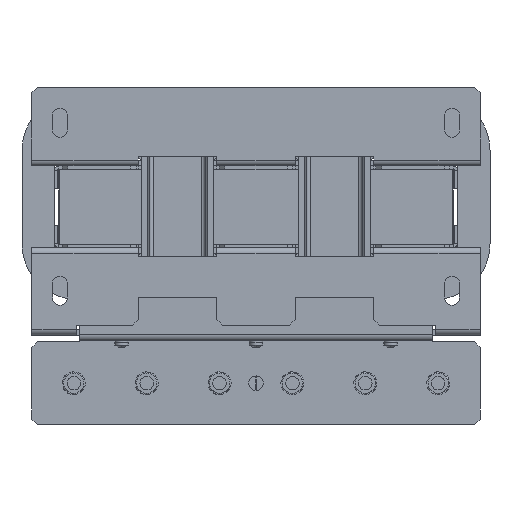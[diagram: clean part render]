
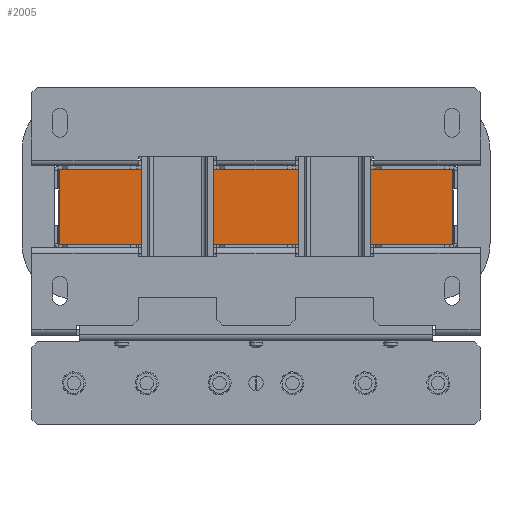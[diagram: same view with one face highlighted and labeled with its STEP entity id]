
A CAD part, front view. The second image highlights one B-rep face of the part: STEP entity #2005.
In plain terms, the highlighted planar face has unit normal (0, -1, 0).
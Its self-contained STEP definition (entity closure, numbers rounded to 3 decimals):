
#2005 = ADVANCED_FACE ( 'NONE', ( #32591 ), #34509, .F. ) ;
#11666 = CARTESIAN_POINT ( 'NONE',  ( 175., -187., 33.5 ) ) ;
#11728 = CARTESIAN_POINT ( 'NONE',  ( -175., -187., 33.5 ) ) ;
#11729 = CARTESIAN_POINT ( 'NONE',  ( -175., -187., -33.5 ) ) ;
#11731 = CARTESIAN_POINT ( 'NONE',  ( 175., -187., -33.5 ) ) ;
#12792 = EDGE_LOOP ( 'NONE', ( #18952, #18953, #18954, #18955 ) ) ;
#15547 = LINE ( 'NONE', #17437, #15552 ) ;
#15552 = VECTOR ( 'NONE', #17447, 1000. ) ;
#15558 = LINE ( 'NONE', #17472, #15579 ) ;
#15579 = VECTOR ( 'NONE', #17523, 1000. ) ;
#15580 = LINE ( 'NONE', #17560, #15592 ) ;
#15582 = LINE ( 'NONE', #17535, #15585 ) ;
#15585 = VECTOR ( 'NONE', #17538, 1000. ) ;
#15592 = VECTOR ( 'NONE', #17569, 1000. ) ;
#17437 = CARTESIAN_POINT ( 'NONE',  ( -175., -187., 33.5 ) ) ;
#17447 = DIRECTION ( 'NONE',  ( 0., 0., -1. ) ) ;
#17472 = CARTESIAN_POINT ( 'NONE',  ( -175., -187., -33.5 ) ) ;
#17523 = DIRECTION ( 'NONE',  ( 1., 0., 0. ) ) ;
#17535 = CARTESIAN_POINT ( 'NONE',  ( 175., -187., 33.5 ) ) ;
#17538 = DIRECTION ( 'NONE',  ( 0., 0., -1. ) ) ;
#17560 = CARTESIAN_POINT ( 'NONE',  ( -175., -187., 33.5 ) ) ;
#17569 = DIRECTION ( 'NONE',  ( 1., 0., 0. ) ) ;
#18473 = VERTEX_POINT ( 'NONE', #11666 ) ;
#18500 = VERTEX_POINT ( 'NONE', #11728 ) ;
#18501 = VERTEX_POINT ( 'NONE', #11729 ) ;
#18502 = VERTEX_POINT ( 'NONE', #11731 ) ;
#18952 = ORIENTED_EDGE ( 'NONE', *, *, #24900, .T. ) ;
#18953 = ORIENTED_EDGE ( 'NONE', *, *, #24905, .F. ) ;
#18954 = ORIENTED_EDGE ( 'NONE', *, *, #24910, .F. ) ;
#18955 = ORIENTED_EDGE ( 'NONE', *, *, #24883, .T. ) ;
#24883 = EDGE_CURVE ( 'NONE', #18500, #18501, #15547, .T. ) ;
#24900 = EDGE_CURVE ( 'NONE', #18501, #18502, #15558, .T. ) ;
#24905 = EDGE_CURVE ( 'NONE', #18473, #18502, #15582, .T. ) ;
#24910 = EDGE_CURVE ( 'NONE', #18500, #18473, #15580, .T. ) ;
#32591 = FACE_OUTER_BOUND ( 'NONE', #12792, .T. ) ;
#34509 = PLANE ( 'NONE',  #34976 ) ;
#34510 = CARTESIAN_POINT ( 'NONE',  ( -175., -187., 33.5 ) ) ;
#34515 = DIRECTION ( 'NONE',  ( 0., 1., 0. ) ) ;
#34516 = DIRECTION ( 'NONE',  ( 0., 0., 1. ) ) ;
#34976 = AXIS2_PLACEMENT_3D ( 'NONE', #34510, #34515, #34516 ) ;
